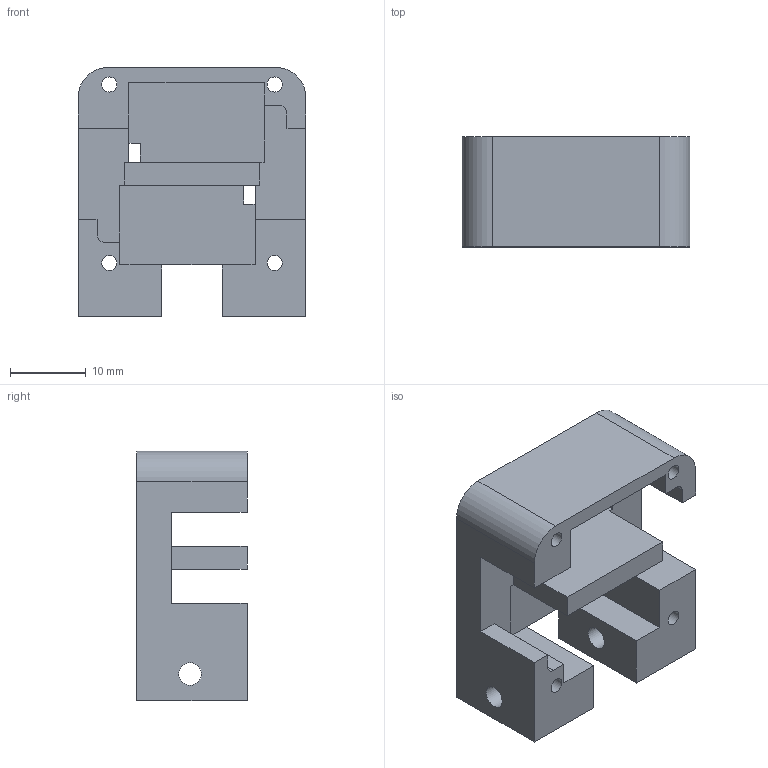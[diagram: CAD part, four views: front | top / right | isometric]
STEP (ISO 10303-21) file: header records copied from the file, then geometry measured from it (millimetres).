
FILE_DESCRIPTION(/* description */ ('Unknown'),/* implementation_level */ '2;1');
FILE_NAME(/* name */ 'mocowanie napędów',/* time_stamp */ '2020-03-06T16:16:24+01:00',/* author */ ('Unknown'),/* organization */ ('Unknown'),/* preprocessor_version */ 'ST-DEVELOPER v16.7',/* originating_system */ 'DEX',/* authorisation */ $);
FILE_SCHEMA (('AUTOMOTIVE_DESIGN {1 0 10303 214 3 1 1}'));
Length unit declared in the file: millimetre
Products named in the file (1): mocowanie nap璠闚
Bounding box: 30 x 14.5 x 32.8 mm (x, y, z)
Volume: 6713.8 mm3; surface area: 5439.6 mm2
Topology: 1 solids, 1 shells, 50 faces, 153 edges, 103 vertices
Faces by surface type: plane 40, cylinder 10
Full cylindrical faces by diameter (mm): 2 x4, 3 x2
Entity records: 1688 total; most frequent: CARTESIAN_POINT 291, ORIENTED_EDGE 284, DIRECTION 264, EDGE_CURVE 142, LINE 122, VECTOR 122, VERTEX_POINT 98, AXIS2_PLACEMENT_3D 71
